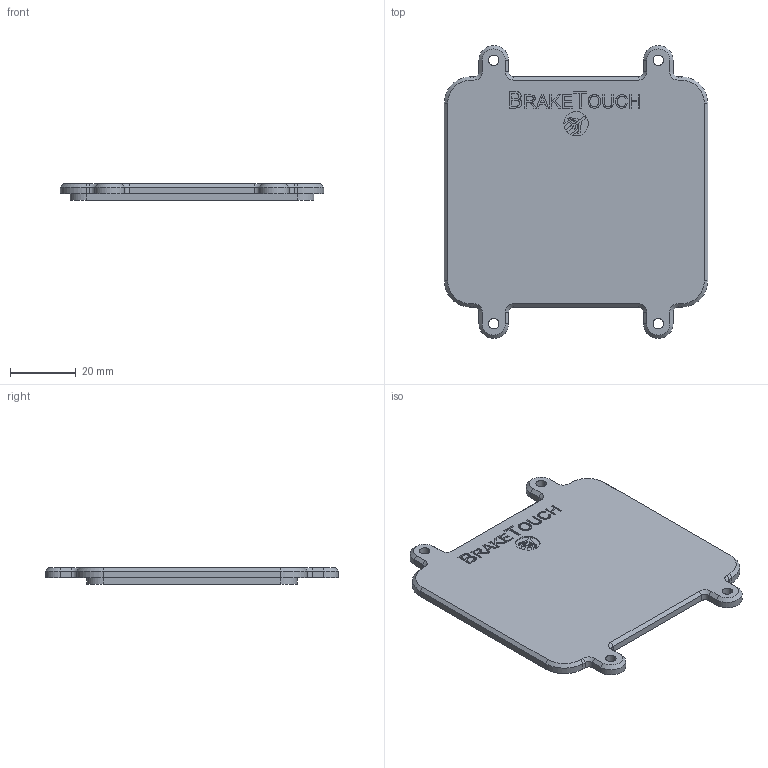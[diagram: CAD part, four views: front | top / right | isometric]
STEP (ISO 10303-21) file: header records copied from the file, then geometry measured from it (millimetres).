
FILE_DESCRIPTION(/* description */ (''),/* implementation_level */ '2;1');
FILE_NAME(/* name */ 'EnclosureTop_v2',/* time_stamp */ '2025-03-17T23:22:09+01:00',/* author */ (''),/* organization */ (''),/* preprocessor_version */ 'ST-DEVELOPER v19.2',/* originating_system */ 'Rhino 8.16',/* authorisation */ '');
FILE_SCHEMA (('CONFIG_CONTROL_DESIGN'));
Length unit declared in the file: millimetre
Products named in the file (1): Document
Bounding box: 80 x 89 x 5 mm (x, y, z)
Volume: 26281.6 mm3; surface area: 23246 mm2
Topology: 2 solids, 2 shells, 260 faces, 679 edges, 442 vertices
Faces by surface type: plane 182, cylinder 43, bspline 35
Entity records: 8255 total; most frequent: CARTESIAN_POINT 3201, ORIENTED_EDGE 1358, EDGE_CURVE 679, B_SPLINE_CURVE_WITH_KNOTS 553, VERTEX_POINT 442, DIRECTION 389, AXIS2_PLACEMENT_3D 307, EDGE_LOOP 287
